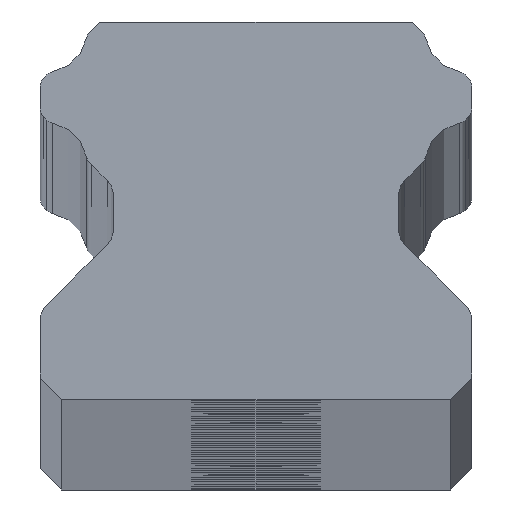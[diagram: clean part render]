
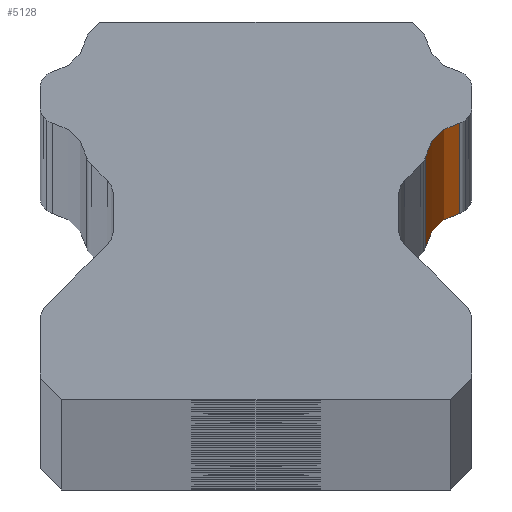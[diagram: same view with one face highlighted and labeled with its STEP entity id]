
A CAD part, top view. The second image highlights one B-rep face of the part: STEP entity #5128.
In plain terms, the highlighted cylindrical face has radius 2 mm (diameter 4 mm), a partial arc.
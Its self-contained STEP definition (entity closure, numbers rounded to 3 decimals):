
#92 = EDGE_CURVE ( 'NONE', #1058, #5149, #1988, .T. ) ;
#448 = VERTEX_POINT ( 'NONE', #3951 ) ;
#471 = CARTESIAN_POINT ( 'NONE',  ( 7.847, -2.767, 1200. ) ) ;
#625 = AXIS2_PLACEMENT_3D ( 'NONE', #3865, #5168, #2157 ) ;
#748 = LINE ( 'NONE', #5897, #6981 ) ;
#789 = VERTEX_POINT ( 'NONE', #3790 ) ;
#1008 = EDGE_CURVE ( 'NONE', #1058, #448, #748, .T. ) ;
#1058 = VERTEX_POINT ( 'NONE', #471 ) ;
#1631 = DIRECTION ( 'NONE',  ( -1., 0., 0. ) ) ;
#1681 = CARTESIAN_POINT ( 'NONE',  ( 9.811, -3.146, 1200. ) ) ;
#1988 = CIRCLE ( 'NONE', #3541, 2. ) ;
#2014 = CYLINDRICAL_SURFACE ( 'NONE', #6183, 2. ) ;
#2157 = DIRECTION ( 'NONE',  ( -1., 0., 0. ) ) ;
#2225 = ORIENTED_EDGE ( 'NONE', *, *, #92, .F. ) ;
#2336 = ORIENTED_EDGE ( 'NONE', *, *, #7096, .T. ) ;
#2370 = ORIENTED_EDGE ( 'NONE', *, *, #1008, .T. ) ;
#3132 = CIRCLE ( 'NONE', #625, 2. ) ;
#3541 = AXIS2_PLACEMENT_3D ( 'NONE', #1681, #5949, #1631 ) ;
#3790 = CARTESIAN_POINT ( 'NONE',  ( 9.432, -1.182, -1200. ) ) ;
#3865 = CARTESIAN_POINT ( 'NONE',  ( 9.811, -3.146, -1200. ) ) ;
#3951 = CARTESIAN_POINT ( 'NONE',  ( 7.847, -2.767, -1200. ) ) ;
#4155 = DIRECTION ( 'NONE',  ( -1., 0., 0. ) ) ;
#4507 = DIRECTION ( 'NONE',  ( 0., 0., -1. ) ) ;
#4686 = DIRECTION ( 'NONE',  ( 0., 0., -1. ) ) ;
#4709 = CARTESIAN_POINT ( 'NONE',  ( 9.811, -3.146, 1200. ) ) ;
#5128 = ADVANCED_FACE ( 'NONE', ( #6005 ), #2014, .F. ) ;
#5149 = VERTEX_POINT ( 'NONE', #5405 ) ;
#5168 = DIRECTION ( 'NONE',  ( 0., 0., -1. ) ) ;
#5211 = ORIENTED_EDGE ( 'NONE', *, *, #5833, .F. ) ;
#5383 = EDGE_LOOP ( 'NONE', ( #2336, #5211, #2225, #2370 ) ) ;
#5405 = CARTESIAN_POINT ( 'NONE',  ( 9.432, -1.182, 1200. ) ) ;
#5511 = VECTOR ( 'NONE', #4507, 1000. ) ;
#5833 = EDGE_CURVE ( 'NONE', #5149, #789, #7771, .T. ) ;
#5897 = CARTESIAN_POINT ( 'NONE',  ( 7.847, -2.767, 1200. ) ) ;
#5949 = DIRECTION ( 'NONE',  ( 0., 0., -1. ) ) ;
#6005 = FACE_OUTER_BOUND ( 'NONE', #5383, .T. ) ;
#6183 = AXIS2_PLACEMENT_3D ( 'NONE', #4709, #6511, #4155 ) ;
#6511 = DIRECTION ( 'NONE',  ( 0., 0., -1. ) ) ;
#6981 = VECTOR ( 'NONE', #4686, 1000. ) ;
#7096 = EDGE_CURVE ( 'NONE', #448, #789, #3132, .T. ) ;
#7464 = CARTESIAN_POINT ( 'NONE',  ( 9.432, -1.182, 1200. ) ) ;
#7771 = LINE ( 'NONE', #7464, #5511 ) ;
